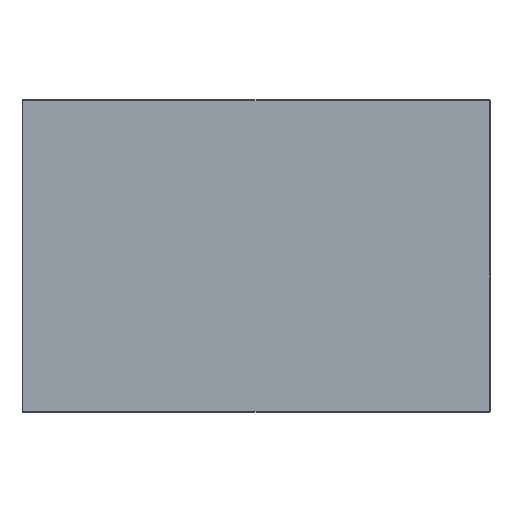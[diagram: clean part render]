
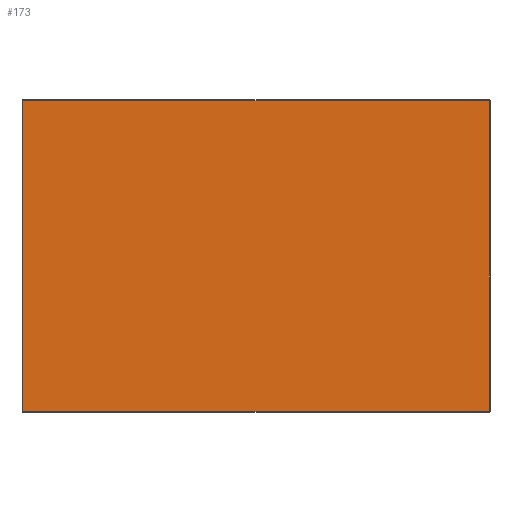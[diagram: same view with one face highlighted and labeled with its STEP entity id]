
A CAD part, top view. The second image highlights one B-rep face of the part: STEP entity #173.
In plain terms, the highlighted face is planar.
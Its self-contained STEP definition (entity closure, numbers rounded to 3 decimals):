
#173=ADVANCED_FACE('',(#244),#1072,.T.);
#244=FACE_OUTER_BOUND('',#315,.T.);
#315=EDGE_LOOP('',(#404,#405,#406,#407));
#404=ORIENTED_EDGE('',*,*,#694,.F.);
#405=ORIENTED_EDGE('',*,*,#695,.F.);
#406=ORIENTED_EDGE('',*,*,#696,.F.);
#407=ORIENTED_EDGE('',*,*,#693,.F.);
#693=EDGE_CURVE('',#982,#983,#858,.T.);
#694=EDGE_CURVE('',#984,#982,#859,.T.);
#695=EDGE_CURVE('',#985,#984,#860,.T.);
#696=EDGE_CURVE('',#983,#985,#861,.T.);
#858=B_SPLINE_CURVE_WITH_KNOTS('',1,(#1778,#1779),.UNSPECIFIED.,.F.,.F.,
(2,2),(-498.,0.),.UNSPECIFIED.);
#859=B_SPLINE_CURVE_WITH_KNOTS('',1,(#1780,#1781),.UNSPECIFIED.,.F.,.F.,
(2,2),(-748.,0.),.UNSPECIFIED.);
#860=B_SPLINE_CURVE_WITH_KNOTS('',1,(#1782,#1783),.UNSPECIFIED.,.F.,.F.,
(2,2),(-498.,0.),.UNSPECIFIED.);
#861=B_SPLINE_CURVE_WITH_KNOTS('',1,(#1784,#1785),.UNSPECIFIED.,.F.,.F.,
(2,2),(-748.,0.),.UNSPECIFIED.);
#982=VERTEX_POINT('',#1724);
#983=VERTEX_POINT('',#1725);
#984=VERTEX_POINT('',#1726);
#985=VERTEX_POINT('',#1727);
#1072=PLANE('',#1248);
#1248=AXIS2_PLACEMENT_3D('',#1415,#1329,$);
#1329=DIRECTION('',(0.,1.,0.));
#1415=CARTESIAN_POINT('',(-448.8,90.,298.8));
#1724=CARTESIAN_POINT('',(374.,90.,-249.));
#1725=CARTESIAN_POINT('',(374.,90.,249.));
#1726=CARTESIAN_POINT('',(-374.,90.,-249.));
#1727=CARTESIAN_POINT('',(-374.,90.,249.));
#1778=CARTESIAN_POINT('',(374.,90.,-249.));
#1779=CARTESIAN_POINT('',(374.,90.,249.));
#1780=CARTESIAN_POINT('',(-374.,90.,-249.));
#1781=CARTESIAN_POINT('',(374.,90.,-249.));
#1782=CARTESIAN_POINT('',(-374.,90.,249.));
#1783=CARTESIAN_POINT('',(-374.,90.,-249.));
#1784=CARTESIAN_POINT('',(374.,90.,249.));
#1785=CARTESIAN_POINT('',(-374.,90.,249.));
